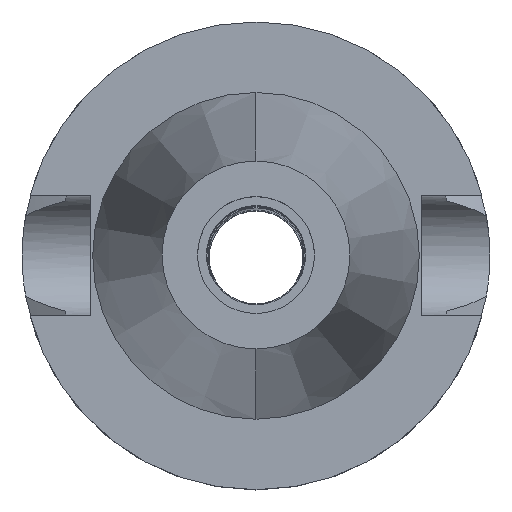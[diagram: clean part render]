
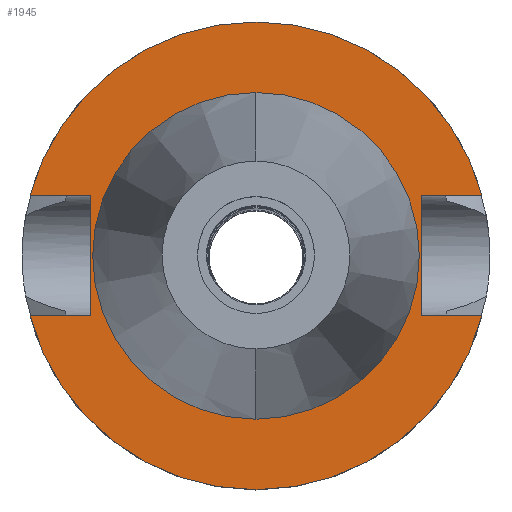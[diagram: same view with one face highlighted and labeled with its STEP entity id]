
A CAD part, top view. The second image highlights one B-rep face of the part: STEP entity #1945.
In plain terms, the highlighted planar face has unit normal (0, 0, 1).
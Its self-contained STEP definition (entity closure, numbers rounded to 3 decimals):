
#717=DIRECTION('',(1.,0.,0.));
#718=VECTOR('',#717,12.921);
#719=CARTESIAN_POINT('',(35.4,12.85,-1.5));
#720=LINE('',#719,#718);
#764=DIRECTION('',(0.,1.,0.));
#765=VECTOR('',#764,25.7);
#766=CARTESIAN_POINT('',(-35.4,-12.85,-1.5));
#767=LINE('',#766,#765);
#771=DIRECTION('',(-1.,0.,0.));
#772=VECTOR('',#771,12.921);
#773=CARTESIAN_POINT('',(-35.4,12.85,-1.5));
#774=LINE('',#773,#772);
#778=CARTESIAN_POINT('',(0.,0.,-1.5));
#779=DIRECTION('',(0.,0.,-1.));
#780=DIRECTION('',(-0.966,0.257,0.));
#781=AXIS2_PLACEMENT_3D('',#778,#779,#780);
#786=CARTESIAN_POINT('',(0.,0.,-1.5));
#787=DIRECTION('',(0.,0.,-1.));
#788=DIRECTION('',(0.,1.,0.));
#789=AXIS2_PLACEMENT_3D('',#786,#787,#788);
#794=DIRECTION('',(0.,-1.,0.));
#795=VECTOR('',#794,25.7);
#796=CARTESIAN_POINT('',(35.4,12.85,-1.5));
#797=LINE('',#796,#795);
#801=DIRECTION('',(1.,0.,0.));
#802=VECTOR('',#801,12.921);
#803=CARTESIAN_POINT('',(35.4,-12.85,-1.5));
#804=LINE('',#803,#802);
#808=CARTESIAN_POINT('',(0.,0.,-1.5));
#809=DIRECTION('',(0.,0.,-1.));
#810=DIRECTION('',(0.966,-0.257,0.));
#811=AXIS2_PLACEMENT_3D('',#808,#809,#810);
#816=CARTESIAN_POINT('',(0.,0.,-1.5));
#817=DIRECTION('',(0.,0.,-1.));
#818=DIRECTION('',(0.,-1.,0.));
#819=AXIS2_PLACEMENT_3D('',#816,#817,#818);
#824=CARTESIAN_POINT('',(0.,0.,-1.5));
#825=DIRECTION('',(0.,0.,1.));
#826=DIRECTION('',(0.,-1.,0.));
#827=AXIS2_PLACEMENT_3D('',#824,#825,#826);
#832=CARTESIAN_POINT('',(0.,0.,-1.5));
#833=DIRECTION('',(0.,0.,1.));
#834=DIRECTION('',(0.,1.,0.));
#835=AXIS2_PLACEMENT_3D('',#832,#833,#834);
#870=DIRECTION('',(-1.,0.,0.));
#871=VECTOR('',#870,12.921);
#872=CARTESIAN_POINT('',(-35.4,-12.85,-1.5));
#873=LINE('',#872,#871);
#1236=CARTESIAN_POINT('',(-35.4,-12.85,-1.5));
#1237=VERTEX_POINT('',#1236);
#1238=CARTESIAN_POINT('',(-48.321,-12.85,-1.5));
#1239=VERTEX_POINT('',#1238);
#1242=CARTESIAN_POINT('',(-35.4,12.85,-1.5));
#1243=VERTEX_POINT('',#1242);
#1244=CARTESIAN_POINT('',(-48.321,12.85,-1.5));
#1245=VERTEX_POINT('',#1244);
#1246=CARTESIAN_POINT('',(0.,50.,-1.5));
#1247=CARTESIAN_POINT('',(48.321,12.85,-1.5));
#1248=VERTEX_POINT('',#1246);
#1249=VERTEX_POINT('',#1247);
#1250=CARTESIAN_POINT('',(35.4,12.85,-1.5));
#1251=VERTEX_POINT('',#1250);
#1252=CARTESIAN_POINT('',(35.4,-12.85,-1.5));
#1253=VERTEX_POINT('',#1252);
#1254=CARTESIAN_POINT('',(48.321,-12.85,-1.5));
#1255=VERTEX_POINT('',#1254);
#1256=CARTESIAN_POINT('',(0.,-50.,-1.5));
#1257=VERTEX_POINT('',#1256);
#1258=CARTESIAN_POINT('',(0.,-34.925,-1.5));
#1259=CARTESIAN_POINT('',(0.,34.925,-1.5));
#1260=VERTEX_POINT('',#1258);
#1261=VERTEX_POINT('',#1259);
#1914=CARTESIAN_POINT('',(0.,0.,-1.5));
#1915=DIRECTION('',(0.,0.,-1.));
#1916=DIRECTION('',(0.,-1.,0.));
#1917=AXIS2_PLACEMENT_3D('',#1914,#1915,#1916);
#1918=PLANE('',#1917);
#1920=ORIENTED_EDGE('',*,*,#1919,.T.);
#1922=ORIENTED_EDGE('',*,*,#1921,.T.);
#1924=ORIENTED_EDGE('',*,*,#1923,.T.);
#1926=ORIENTED_EDGE('',*,*,#1925,.T.);
#1927=ORIENTED_EDGE('',*,*,#1890,.F.);
#1928=ORIENTED_EDGE('',*,*,#1904,.T.);
#1930=ORIENTED_EDGE('',*,*,#1929,.T.);
#1932=ORIENTED_EDGE('',*,*,#1931,.T.);
#1934=ORIENTED_EDGE('',*,*,#1933,.T.);
#1936=ORIENTED_EDGE('',*,*,#1935,.F.);
#1937=EDGE_LOOP('',(#1920,#1922,#1924,#1926,#1927,#1928,#1930,#1932,#1934,
#1936));
#1938=FACE_OUTER_BOUND('',#1937,.F.);
#1940=ORIENTED_EDGE('',*,*,#1939,.T.);
#1942=ORIENTED_EDGE('',*,*,#1941,.T.);
#1943=EDGE_LOOP('',(#1940,#1942));
#1944=FACE_BOUND('',#1943,.F.);
#782=CIRCLE('',#781,50.);
#790=CIRCLE('',#789,50.);
#812=CIRCLE('',#811,50.);
#820=CIRCLE('',#819,50.);
#828=CIRCLE('',#827,34.925);
#836=CIRCLE('',#835,34.925);
#1890=EDGE_CURVE('',#1251,#1249,#720,.T.);
#1904=EDGE_CURVE('',#1251,#1253,#797,.T.);
#1919=EDGE_CURVE('',#1237,#1243,#767,.T.);
#1921=EDGE_CURVE('',#1243,#1245,#774,.T.);
#1923=EDGE_CURVE('',#1245,#1248,#782,.T.);
#1925=EDGE_CURVE('',#1248,#1249,#790,.T.);
#1929=EDGE_CURVE('',#1253,#1255,#804,.T.);
#1931=EDGE_CURVE('',#1255,#1257,#812,.T.);
#1933=EDGE_CURVE('',#1257,#1239,#820,.T.);
#1935=EDGE_CURVE('',#1237,#1239,#873,.T.);
#1939=EDGE_CURVE('',#1260,#1261,#828,.T.);
#1941=EDGE_CURVE('',#1261,#1260,#836,.T.);
#1945=ADVANCED_FACE('',(#1938,#1944),#1918,.F.);
